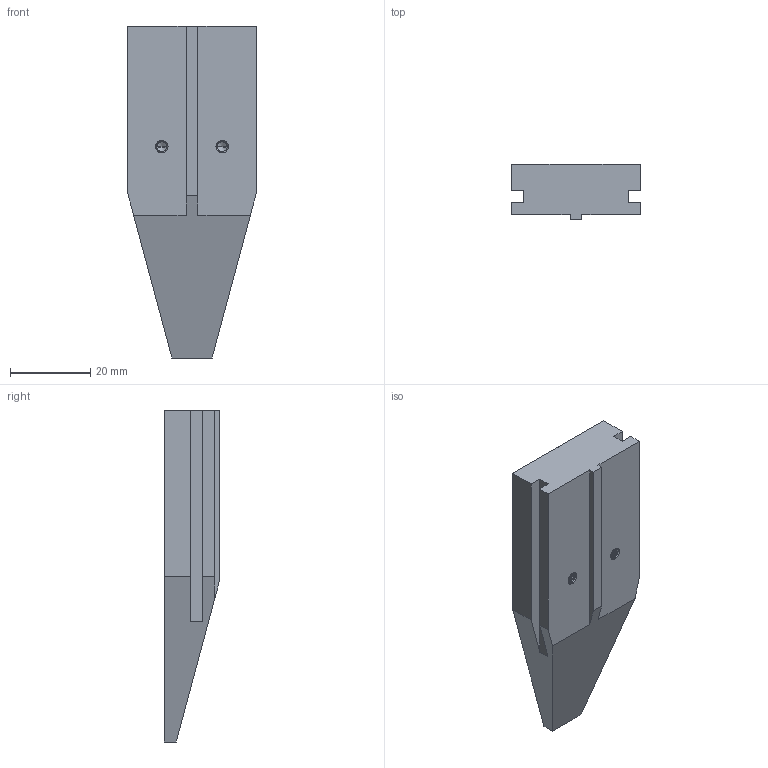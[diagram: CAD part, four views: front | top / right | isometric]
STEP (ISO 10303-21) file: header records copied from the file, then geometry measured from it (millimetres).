
FILE_DESCRIPTION((''),'2;1');
FILE_NAME('FH-VG_ASM','2025-01-06T14:45:44',('R&D'),(''),'CREO PARAMETRIC BY PTC INC, 2021063','CREO PARAMETRIC BY PTC INC, 2021063','');
FILE_SCHEMA(('CONFIG_CONTROL_DESIGN'));
Length unit declared in the file: millimetre
Products named in the file (4): FH-VG-A3; FH-VG-A2_ASM; FH-VG-A1_ASM; FH-VG_ASM
Assembly tree (3 placements, depth 4):
  FH-VG_ASM
    FH-VG-A1_ASM
      FH-VG-A2_ASM
        FH-VG-A3
Bounding box: 32 x 13.8 x 82.5 mm (x, y, z)
Volume: 23837.3 mm3; surface area: 7441.7 mm2
Topology: 1 solids, 1 shells, 113 faces, 317 edges, 204 vertices
Faces by surface type: cylinder 51, bspline 30, plane 24, cone 8
Entity records: 9197 total; most frequent: CARTESIAN_POINT 6557, ORIENTED_EDGE 626, DIRECTION 373, EDGE_CURVE 313, VERTEX_POINT 204, VECTOR 153, LINE 153, B_SPLINE_CURVE_WITH_KNOTS 142
